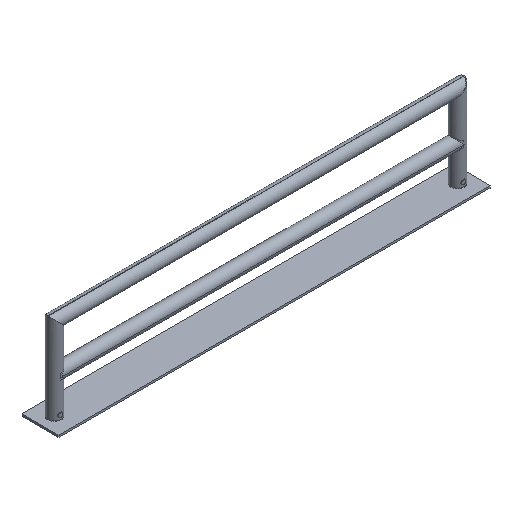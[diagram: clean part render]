
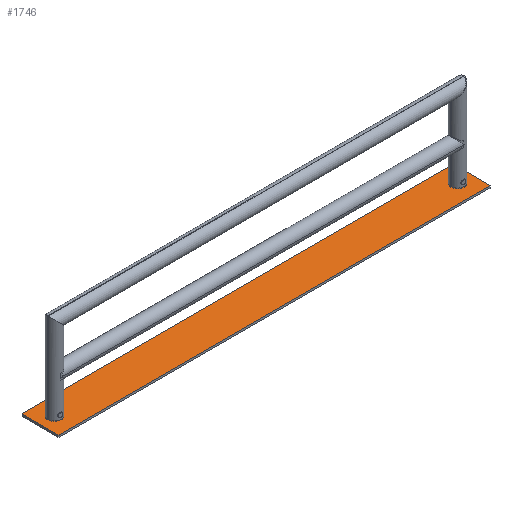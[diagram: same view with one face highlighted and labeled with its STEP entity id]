
A CAD part, isometric view. The second image highlights one B-rep face of the part: STEP entity #1746.
In plain terms, the highlighted planar face has unit normal (0, 0, 1).
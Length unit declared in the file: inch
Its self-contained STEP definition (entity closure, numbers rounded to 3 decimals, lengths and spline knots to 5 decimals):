
#172=DIRECTION('',(-0.707,0.707,0.));
#173=VECTOR('',#172,0.05515);
#174=CARTESIAN_POINT('',(12.86615,1.06335,0.1181));
#175=LINE('',#174,#173);
#176=DIRECTION('',(0.,1.,0.));
#177=VECTOR('',#176,2.1267);
#178=CARTESIAN_POINT('',(12.86615,-1.06335,0.1181));
#179=LINE('',#178,#177);
#180=DIRECTION('',(0.707,0.707,0.));
#181=VECTOR('',#180,0.05515);
#182=CARTESIAN_POINT('',(12.82715,-1.10235,0.1181));
#183=LINE('',#182,#181);
#184=DIRECTION('',(1.,0.,0.));
#185=VECTOR('',#184,25.6543);
#186=CARTESIAN_POINT('',(-12.82715,-1.10235,0.1181));
#187=LINE('',#186,#185);
#188=DIRECTION('',(0.707,-0.707,0.));
#189=VECTOR('',#188,0.05515);
#190=CARTESIAN_POINT('',(-12.86615,-1.06335,0.1181));
#191=LINE('',#190,#189);
#192=DIRECTION('',(0.,-1.,0.));
#193=VECTOR('',#192,2.1267);
#194=CARTESIAN_POINT('',(-12.86615,1.06335,0.1181));
#195=LINE('',#194,#193);
#196=DIRECTION('',(-0.707,-0.707,0.));
#197=VECTOR('',#196,0.05515);
#198=CARTESIAN_POINT('',(-12.82715,1.10235,0.1181));
#199=LINE('',#198,#197);
#200=DIRECTION('',(-1.,0.,0.));
#201=VECTOR('',#200,25.6543);
#202=CARTESIAN_POINT('',(12.82715,1.10235,0.1181));
#203=LINE('',#202,#201);
#204=CARTESIAN_POINT('',(12.,0.,0.1181));
#205=DIRECTION('',(0.,0.,1.));
#206=DIRECTION('',(-1.,0.,0.));
#207=AXIS2_PLACEMENT_3D('',#204,#205,#206);
#209=CARTESIAN_POINT('',(12.,0.,0.1181));
#210=DIRECTION('',(0.,0.,1.));
#211=DIRECTION('',(1.,0.,0.));
#212=AXIS2_PLACEMENT_3D('',#209,#210,#211);
#214=CARTESIAN_POINT('',(-12.,0.,0.1181));
#215=DIRECTION('',(0.,0.,-1.));
#216=DIRECTION('',(1.,0.,0.));
#217=AXIS2_PLACEMENT_3D('',#214,#215,#216);
#219=CARTESIAN_POINT('',(-12.,0.,0.1181));
#220=DIRECTION('',(0.,0.,-1.));
#221=DIRECTION('',(-1.,0.,0.));
#222=AXIS2_PLACEMENT_3D('',#219,#220,#221);
#1310=CARTESIAN_POINT('',(12.86615,1.06335,0.1181));
#1311=VERTEX_POINT('',#1310);
#1312=CARTESIAN_POINT('',(12.82715,1.10235,0.1181));
#1313=VERTEX_POINT('',#1312);
#1318=CARTESIAN_POINT('',(12.82715,-1.10235,0.1181));
#1319=VERTEX_POINT('',#1318);
#1320=CARTESIAN_POINT('',(12.86615,-1.06335,0.1181));
#1321=VERTEX_POINT('',#1320);
#1326=CARTESIAN_POINT('',(-12.82715,1.10235,0.1181));
#1327=VERTEX_POINT('',#1326);
#1328=CARTESIAN_POINT('',(-12.86615,1.06335,0.1181));
#1329=VERTEX_POINT('',#1328);
#1334=CARTESIAN_POINT('',(-12.86615,-1.06335,0.1181));
#1335=VERTEX_POINT('',#1334);
#1336=CARTESIAN_POINT('',(-12.82715,-1.10235,0.1181));
#1337=VERTEX_POINT('',#1336);
#1358=CARTESIAN_POINT('',(11.60513,0.,0.1181));
#1359=CARTESIAN_POINT('',(12.39487,0.,0.1181));
#1360=VERTEX_POINT('',#1358);
#1361=VERTEX_POINT('',#1359);
#1362=CARTESIAN_POINT('',(-11.60513,0.,0.1181));
#1363=CARTESIAN_POINT('',(-12.39487,0.,0.1181));
#1364=VERTEX_POINT('',#1362);
#1365=VERTEX_POINT('',#1363);
#1719=CARTESIAN_POINT('',(0.,0.,0.1181));
#1720=DIRECTION('',(0.,0.,1.));
#1721=DIRECTION('',(1.,0.,0.));
#1722=AXIS2_PLACEMENT_3D('',#1719,#1720,#1721);
#1723=PLANE('',#1722);
#1724=ORIENTED_EDGE('',*,*,#1615,.F.);
#1725=ORIENTED_EDGE('',*,*,#1631,.F.);
#1726=ORIENTED_EDGE('',*,*,#1644,.F.);
#1727=ORIENTED_EDGE('',*,*,#1659,.F.);
#1728=ORIENTED_EDGE('',*,*,#1672,.F.);
#1729=ORIENTED_EDGE('',*,*,#1685,.F.);
#1730=ORIENTED_EDGE('',*,*,#1700,.F.);
#1731=ORIENTED_EDGE('',*,*,#1712,.F.);
#1732=EDGE_LOOP('',(#1724,#1725,#1726,#1727,#1728,#1729,#1730,#1731));
#1733=FACE_OUTER_BOUND('',#1732,.F.);
#1735=ORIENTED_EDGE('',*,*,#1734,.T.);
#1737=ORIENTED_EDGE('',*,*,#1736,.T.);
#1738=EDGE_LOOP('',(#1735,#1737));
#1739=FACE_BOUND('',#1738,.F.);
#1741=ORIENTED_EDGE('',*,*,#1740,.F.);
#1743=ORIENTED_EDGE('',*,*,#1742,.F.);
#1744=EDGE_LOOP('',(#1741,#1743));
#1745=FACE_BOUND('',#1744,.F.);
#1746=ADVANCED_FACE('',(#1733,#1739,#1745),#1723,.T.);
#208=CIRCLE('',#207,0.39487);
#213=CIRCLE('',#212,0.39487);
#218=CIRCLE('',#217,0.39487);
#223=CIRCLE('',#222,0.39487);
#1615=EDGE_CURVE('',#1311,#1313,#175,.T.);
#1631=EDGE_CURVE('',#1321,#1311,#179,.T.);
#1644=EDGE_CURVE('',#1319,#1321,#183,.T.);
#1659=EDGE_CURVE('',#1337,#1319,#187,.T.);
#1672=EDGE_CURVE('',#1335,#1337,#191,.T.);
#1685=EDGE_CURVE('',#1329,#1335,#195,.T.);
#1700=EDGE_CURVE('',#1327,#1329,#199,.T.);
#1712=EDGE_CURVE('',#1313,#1327,#203,.T.);
#1734=EDGE_CURVE('',#1360,#1361,#208,.T.);
#1736=EDGE_CURVE('',#1361,#1360,#213,.T.);
#1740=EDGE_CURVE('',#1364,#1365,#218,.T.);
#1742=EDGE_CURVE('',#1365,#1364,#223,.T.);
